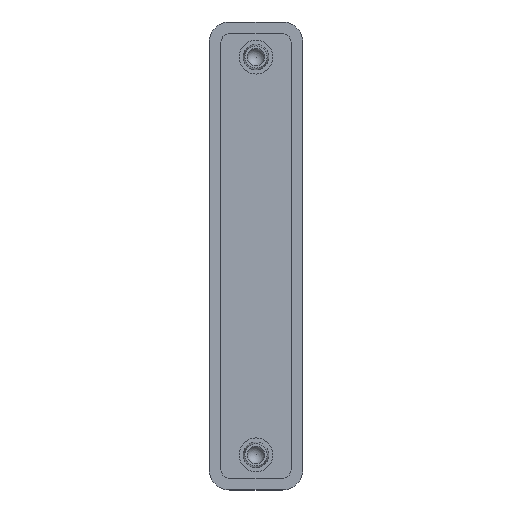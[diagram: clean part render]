
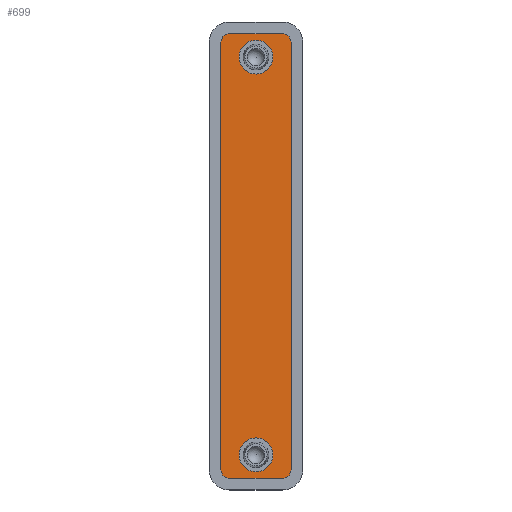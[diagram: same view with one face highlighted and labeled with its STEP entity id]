
A CAD part, top view. The second image highlights one B-rep face of the part: STEP entity #699.
In plain terms, the highlighted planar face has unit normal (0, 0, 1).
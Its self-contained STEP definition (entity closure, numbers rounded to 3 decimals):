
#121=CARTESIAN_POINT('',(0.0,36.9,-2.0));
#122=VERTEX_POINT('',#121);
#123=CARTESIAN_POINT('',(0.0,34.,-2.));
#124=DIRECTION('',(0.0,0.0,-1.0));
#125=DIRECTION('',(0.0,1.0,0.0));
#126=AXIS2_PLACEMENT_3D('',#123,#124,#125);
#127=CIRCLE('',#126,2.9);
#128=EDGE_CURVE('',#122,#122,#127,.T.);
#298=CARTESIAN_POINT('',(0.0,-36.9,-2.0));
#299=VERTEX_POINT('',#298);
#300=CARTESIAN_POINT('',(0.0,-34.,-2.));
#301=DIRECTION('',(0.0,0.0,-1.0));
#302=DIRECTION('',(0.0,-1.0,0.0));
#303=AXIS2_PLACEMENT_3D('',#300,#301,#302);
#304=CIRCLE('',#303,2.9);
#305=EDGE_CURVE('',#299,#299,#304,.T.);
#427=CARTESIAN_POINT('',(-6.,36.5,-2.0));
#428=VERTEX_POINT('',#427);
#429=CARTESIAN_POINT('',(-6.,-36.5,-2.0));
#430=VERTEX_POINT('',#429);
#431=CARTESIAN_POINT('',(-6.,36.5,-2.0));
#432=DIRECTION('',(0.0,-1.0,0.0));
#433=VECTOR('',#432,73.0);
#434=LINE('',#431,#433);
#435=EDGE_CURVE('',#428,#430,#434,.T.);
#467=CARTESIAN_POINT('',(-4.5,-38.0,-2.0));
#468=VERTEX_POINT('',#467);
#469=CARTESIAN_POINT('',(-4.5,-36.5,-2.0));
#470=DIRECTION('',(0.0,0.0,1.0));
#471=DIRECTION('',(1.0,0.0,0.0));
#472=AXIS2_PLACEMENT_3D('',#469,#470,#471);
#473=CIRCLE('',#472,1.5);
#474=EDGE_CURVE('',#430,#468,#473,.T.);
#500=CARTESIAN_POINT('',(4.5,-38.0,-2.0));
#501=VERTEX_POINT('',#500);
#502=CARTESIAN_POINT('',(-4.5,-38.0,-2.0));
#503=DIRECTION('',(1.0,0.0,0.0));
#504=VECTOR('',#503,9.);
#505=LINE('',#502,#504);
#506=EDGE_CURVE('',#468,#501,#505,.T.);
#531=CARTESIAN_POINT('',(6.,-36.5,-2.0));
#532=VERTEX_POINT('',#531);
#533=CARTESIAN_POINT('',(4.5,-36.5,-2.0));
#534=DIRECTION('',(0.0,0.0,1.0));
#535=DIRECTION('',(0.0,1.0,0.0));
#536=AXIS2_PLACEMENT_3D('',#533,#534,#535);
#537=CIRCLE('',#536,1.5);
#538=EDGE_CURVE('',#501,#532,#537,.T.);
#564=CARTESIAN_POINT('',(6.,36.5,-2.0));
#565=VERTEX_POINT('',#564);
#566=CARTESIAN_POINT('',(6.,-36.5,-2.0));
#567=DIRECTION('',(0.0,1.0,0.0));
#568=VECTOR('',#567,73.0);
#569=LINE('',#566,#568);
#570=EDGE_CURVE('',#532,#565,#569,.T.);
#595=CARTESIAN_POINT('',(4.5,38.0,-2.0));
#596=VERTEX_POINT('',#595);
#597=CARTESIAN_POINT('',(4.5,36.5,-2.0));
#598=DIRECTION('',(0.0,0.0,1.0));
#599=DIRECTION('',(-1.0,0.0,0.0));
#600=AXIS2_PLACEMENT_3D('',#597,#598,#599);
#601=CIRCLE('',#600,1.5);
#602=EDGE_CURVE('',#565,#596,#601,.T.);
#628=CARTESIAN_POINT('',(-4.5,38.0,-2.0));
#629=VERTEX_POINT('',#628);
#630=CARTESIAN_POINT('',(4.5,38.0,-2.0));
#631=DIRECTION('',(-1.0,0.0,0.0));
#632=VECTOR('',#631,9.);
#633=LINE('',#630,#632);
#634=EDGE_CURVE('',#596,#629,#633,.T.);
#659=CARTESIAN_POINT('',(-4.5,36.5,-2.0));
#660=DIRECTION('',(0.0,0.0,1.0));
#661=DIRECTION('',(0.0,-1.0,0.0));
#662=AXIS2_PLACEMENT_3D('',#659,#660,#661);
#663=CIRCLE('',#662,1.5);
#664=EDGE_CURVE('',#629,#428,#663,.T.);
#678=CARTESIAN_POINT('',(0.0,0.,-2.0));
#679=DIRECTION('',(0.0,0.0,1.0));
#680=DIRECTION('',(1.0,0.0,0.0));
#681=AXIS2_PLACEMENT_3D('',#678,#679,#680);
#682=PLANE('',#681);
#683=ORIENTED_EDGE('',*,*,#435,.T.);
#684=ORIENTED_EDGE('',*,*,#474,.T.);
#685=ORIENTED_EDGE('',*,*,#506,.T.);
#686=ORIENTED_EDGE('',*,*,#538,.T.);
#687=ORIENTED_EDGE('',*,*,#570,.T.);
#688=ORIENTED_EDGE('',*,*,#602,.T.);
#689=ORIENTED_EDGE('',*,*,#634,.T.);
#690=ORIENTED_EDGE('',*,*,#664,.T.);
#691=EDGE_LOOP('',(#683,#684,#685,#686,#687,#688,#689,#690));
#692=FACE_OUTER_BOUND('',#691,.T.);
#693=ORIENTED_EDGE('',*,*,#128,.T.);
#694=EDGE_LOOP('',(#693));
#695=FACE_BOUND('',#694,.T.);
#696=ORIENTED_EDGE('',*,*,#305,.T.);
#697=EDGE_LOOP('',(#696));
#698=FACE_BOUND('',#697,.T.);
#699=ADVANCED_FACE('',(#692,#695,#698),#682,.T.);
